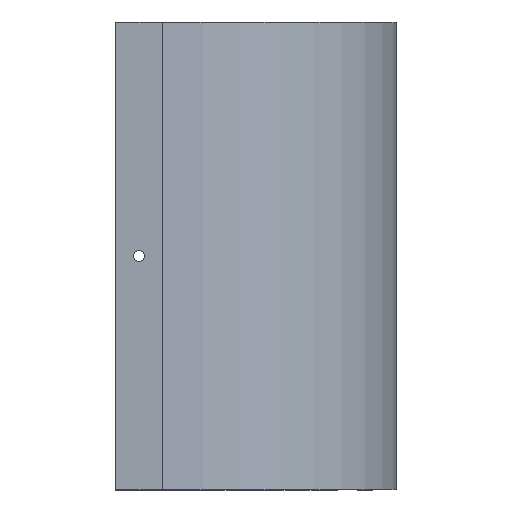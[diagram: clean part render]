
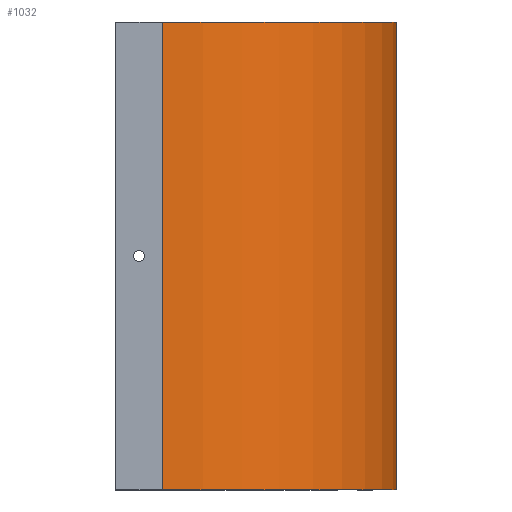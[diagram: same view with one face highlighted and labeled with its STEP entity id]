
A CAD part, front view. The second image highlights one B-rep face of the part: STEP entity #1032.
In plain terms, the highlighted cylindrical face has radius 150 mm (diameter 300 mm), a partial arc.
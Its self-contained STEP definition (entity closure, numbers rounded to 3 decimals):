
#15 = CARTESIAN_POINT ( 'NONE',  ( 30., -50., -299.2 ) ) ;
#27 = CARTESIAN_POINT ( 'NONE',  ( 180., 100., -299.2 ) ) ;
#41 = DIRECTION ( 'NONE',  ( 0., 0., -1. ) ) ;
#44 = CARTESIAN_POINT ( 'NONE',  ( 180., 100., 0.8 ) ) ;
#108 = DIRECTION ( 'NONE',  ( 0., 0., 1. ) ) ;
#109 = DIRECTION ( 'NONE',  ( 1., 0., 0. ) ) ;
#111 = CARTESIAN_POINT ( 'NONE',  ( 30., 100., 0.8 ) ) ;
#112 = DIRECTION ( 'NONE',  ( 0., 0., 1. ) ) ;
#114 = CARTESIAN_POINT ( 'NONE',  ( 30., 100., -299.2 ) ) ;
#143 = DIRECTION ( 'NONE',  ( 1., 0., 0. ) ) ;
#175 = EDGE_CURVE ( 'NONE', #747, #346, #569, .T. ) ;
#201 = AXIS2_PLACEMENT_3D ( 'NONE', #642, #646, #681 ) ;
#231 = EDGE_CURVE ( 'NONE', #747, #724, #755, .T. ) ;
#257 = EDGE_CURVE ( 'NONE', #346, #340, #837, .T. ) ;
#277 = AXIS2_PLACEMENT_3D ( 'NONE', #114, #108, #109 ) ;
#285 = AXIS2_PLACEMENT_3D ( 'NONE', #111, #112, #143 ) ;
#322 = EDGE_CURVE ( 'NONE', #724, #340, #894, .T. ) ;
#340 = VERTEX_POINT ( 'NONE', #27 ) ;
#346 = VERTEX_POINT ( 'NONE', #15 ) ;
#552 = ORIENTED_EDGE ( 'NONE', *, *, #231, .F. ) ;
#553 = ORIENTED_EDGE ( 'NONE', *, *, #322, .F. ) ;
#554 = ORIENTED_EDGE ( 'NONE', *, *, #175, .T. ) ;
#555 = ORIENTED_EDGE ( 'NONE', *, *, #257, .T. ) ;
#564 = VECTOR ( 'NONE', #1122, 1000. ) ;
#569 = LINE ( 'NONE', #1127, #564 ) ;
#603 = EDGE_LOOP ( 'NONE', ( #555, #553, #552, #554 ) ) ;
#642 = CARTESIAN_POINT ( 'NONE',  ( 30., 100., 0.8 ) ) ;
#646 = DIRECTION ( 'NONE',  ( 0., 0., -1. ) ) ;
#681 = DIRECTION ( 'NONE',  ( -1., 0., 0. ) ) ;
#724 = VERTEX_POINT ( 'NONE', #1181 ) ;
#747 = VERTEX_POINT ( 'NONE', #1212 ) ;
#755 = CIRCLE ( 'NONE', #285, 150. ) ;
#837 = CIRCLE ( 'NONE', #277, 150. ) ;
#894 = LINE ( 'NONE', #44, #897 ) ;
#897 = VECTOR ( 'NONE', #41, 1000. ) ;
#938 = FACE_OUTER_BOUND ( 'NONE', #603, .T. ) ;
#942 = CYLINDRICAL_SURFACE ( 'NONE', #201, 150. ) ;
#1032 = ADVANCED_FACE ( 'NONE', ( #938 ), #942, .T. ) ;
#1122 = DIRECTION ( 'NONE',  ( 0., 0., -1. ) ) ;
#1127 = CARTESIAN_POINT ( 'NONE',  ( 30., -50., 0.8 ) ) ;
#1181 = CARTESIAN_POINT ( 'NONE',  ( 180., 100., 0.8 ) ) ;
#1212 = CARTESIAN_POINT ( 'NONE',  ( 30., -50., 0.8 ) ) ;
